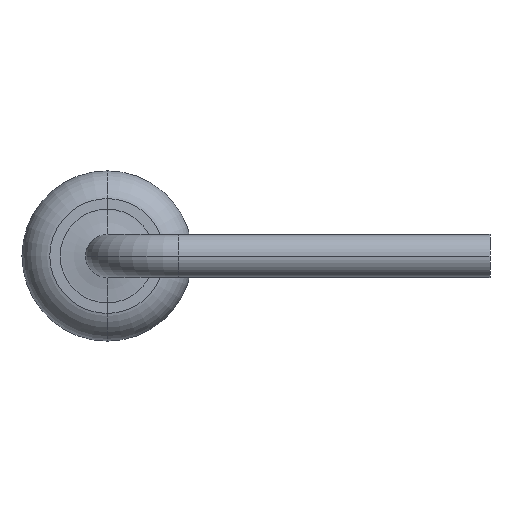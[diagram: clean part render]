
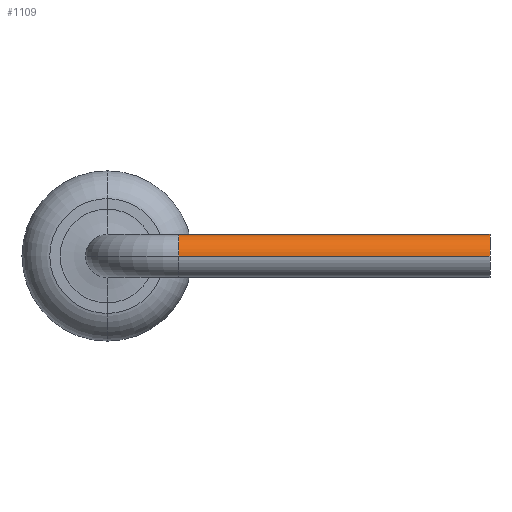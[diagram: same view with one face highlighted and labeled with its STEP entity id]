
A CAD part, left-side view. The second image highlights one B-rep face of the part: STEP entity #1109.
In plain terms, the highlighted cylindrical face has radius 0.225 mm (diameter 0.45 mm), a partial arc.
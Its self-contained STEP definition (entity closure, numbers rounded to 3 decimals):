
#15 = CARTESIAN_POINT ( 'NONE',  ( -4.67, -4., 0. ) ) ;
#19 = VERTEX_POINT ( 'NONE', #336 ) ;
#48 = EDGE_CURVE ( 'NONE', #317, #19, #703, .T. ) ;
#96 = VERTEX_POINT ( 'NONE', #15 ) ;
#98 = CARTESIAN_POINT ( 'NONE',  ( -4.444, -0.75, 0. ) ) ;
#153 = CARTESIAN_POINT ( 'NONE',  ( -4.445, -4., 0. ) ) ;
#295 = CARTESIAN_POINT ( 'NONE',  ( -4.219, -0.75, 0. ) ) ;
#317 = VERTEX_POINT ( 'NONE', #295 ) ;
#336 = CARTESIAN_POINT ( 'NONE',  ( -4.67, -0.75, 0. ) ) ;
#385 = AXIS2_PLACEMENT_3D ( 'NONE', #153, #1310, #1725 ) ;
#456 = ORIENTED_EDGE ( 'NONE', *, *, #945, .F. ) ;
#565 = DIRECTION ( 'NONE',  ( 1., 0., 0. ) ) ;
#680 = DIRECTION ( 'NONE',  ( 0., -1., 0. ) ) ;
#703 = CIRCLE ( 'NONE', #1166, 0.225 ) ;
#711 = CARTESIAN_POINT ( 'NONE',  ( -4.67, -0.75, 0. ) ) ;
#731 = VECTOR ( 'NONE', #1527, 1000. ) ;
#748 = AXIS2_PLACEMENT_3D ( 'NONE', #98, #680, #1086 ) ;
#799 = CIRCLE ( 'NONE', #385, 0.225 ) ;
#821 = ORIENTED_EDGE ( 'NONE', *, *, #962, .F. ) ;
#860 = LINE ( 'NONE', #1691, #1359 ) ;
#945 = EDGE_CURVE ( 'NONE', #317, #1191, #860, .T. ) ;
#962 = EDGE_CURVE ( 'NONE', #1191, #96, #799, .T. ) ;
#963 = LINE ( 'NONE', #711, #731 ) ;
#1063 = CYLINDRICAL_SURFACE ( 'NONE', #748, 0.225 ) ;
#1070 = DIRECTION ( 'NONE',  ( 0., -1., 0. ) ) ;
#1086 = DIRECTION ( 'NONE',  ( 1., 0., 0. ) ) ;
#1089 = ORIENTED_EDGE ( 'NONE', *, *, #1567, .T. ) ;
#1095 = CARTESIAN_POINT ( 'NONE',  ( -4.22, -4., 0. ) ) ;
#1109 = ADVANCED_FACE ( 'NONE', ( #1204 ), #1063, .T. ) ;
#1166 = AXIS2_PLACEMENT_3D ( 'NONE', #1375, #1070, #565 ) ;
#1191 = VERTEX_POINT ( 'NONE', #1095 ) ;
#1204 = FACE_OUTER_BOUND ( 'NONE', #1388, .T. ) ;
#1310 = DIRECTION ( 'NONE',  ( 0., -1., 0. ) ) ;
#1359 = VECTOR ( 'NONE', #1561, 1000. ) ;
#1375 = CARTESIAN_POINT ( 'NONE',  ( -4.444, -0.75, 0. ) ) ;
#1388 = EDGE_LOOP ( 'NONE', ( #1414, #1089, #821, #456 ) ) ;
#1414 = ORIENTED_EDGE ( 'NONE', *, *, #48, .T. ) ;
#1527 = DIRECTION ( 'NONE',  ( 0., -1., 0. ) ) ;
#1561 = DIRECTION ( 'NONE',  ( 0., -1., 0. ) ) ;
#1567 = EDGE_CURVE ( 'NONE', #19, #96, #963, .T. ) ;
#1691 = CARTESIAN_POINT ( 'NONE',  ( -4.219, -0.75, 0. ) ) ;
#1725 = DIRECTION ( 'NONE',  ( 1., 0., 0. ) ) ;
